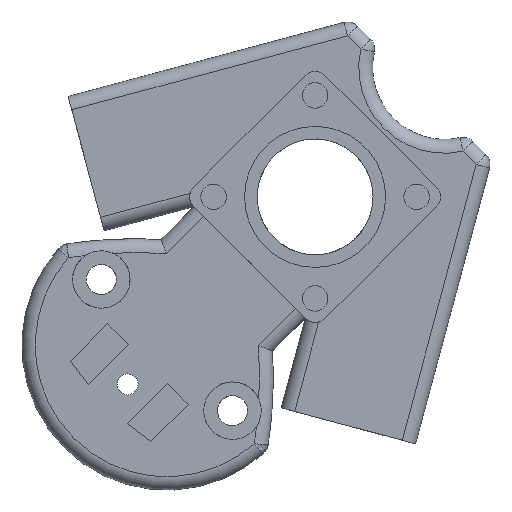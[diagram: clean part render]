
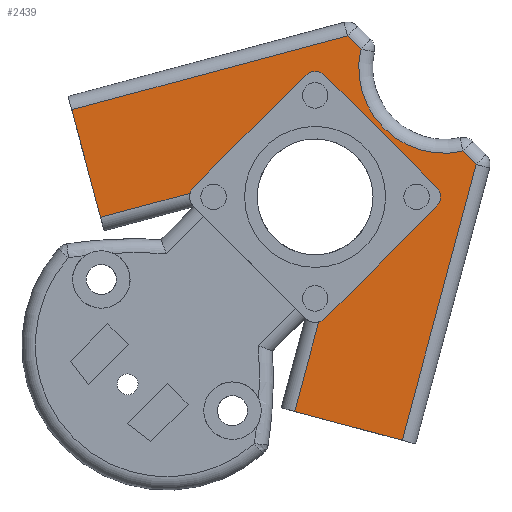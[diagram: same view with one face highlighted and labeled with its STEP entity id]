
A CAD part, front view. The second image highlights one B-rep face of the part: STEP entity #2439.
In plain terms, the highlighted planar face has unit normal (0, -1, 0).
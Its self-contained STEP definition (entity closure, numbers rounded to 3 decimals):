
#206=FACE_OUTER_BOUND('',#364,.T.);
#364=EDGE_LOOP('',(#1752,#1753,#1754,#1755,#1756,#1757,#1758,#1759,#1760,
#1761,#1762,#1763,#1764,#1765,#1766,#1767));
#545=LINE('',#3977,#711);
#550=LINE('',#3987,#716);
#552=LINE('',#4004,#718);
#553=LINE('',#4013,#719);
#554=LINE('',#4015,#720);
#555=LINE('',#4017,#721);
#556=LINE('',#4022,#722);
#557=LINE('',#4026,#723);
#558=LINE('',#4028,#724);
#559=LINE('',#4030,#725);
#560=LINE('',#4031,#726);
#711=VECTOR('',#3051,10.);
#716=VECTOR('',#3062,10.);
#718=VECTOR('',#3080,10.);
#719=VECTOR('',#3093,10.);
#720=VECTOR('',#3094,10.);
#721=VECTOR('',#3095,10.);
#722=VECTOR('',#3100,10.);
#723=VECTOR('',#3103,10.);
#724=VECTOR('',#3104,10.);
#725=VECTOR('',#3105,10.);
#726=VECTOR('',#3106,10.);
#877=CIRCLE('',#2636,3.);
#880=CIRCLE('',#2641,18.5);
#887=CIRCLE('',#2652,3.);
#888=CIRCLE('',#2653,3.);
#889=CIRCLE('',#2654,3.);
#1071=VERTEX_POINT('',#3975);
#1072=VERTEX_POINT('',#3976);
#1073=VERTEX_POINT('',#3981);
#1074=VERTEX_POINT('',#3985);
#1077=VERTEX_POINT('',#3992);
#1078=VERTEX_POINT('',#3994);
#1081=VERTEX_POINT('',#4002);
#1083=VERTEX_POINT('',#4012);
#1084=VERTEX_POINT('',#4014);
#1085=VERTEX_POINT('',#4016);
#1086=VERTEX_POINT('',#4019);
#1087=VERTEX_POINT('',#4021);
#1088=VERTEX_POINT('',#4023);
#1089=VERTEX_POINT('',#4025);
#1090=VERTEX_POINT('',#4027);
#1091=VERTEX_POINT('',#4029);
#1319=EDGE_CURVE('',#1071,#1072,#545,.T.);
#1322=EDGE_CURVE('',#1071,#1073,#877,.F.);
#1325=EDGE_CURVE('',#1074,#1073,#550,.T.);
#1328=EDGE_CURVE('',#1077,#1078,#880,.T.);
#1333=EDGE_CURVE('',#1081,#1077,#552,.T.);
#1337=EDGE_CURVE('',#1083,#1081,#553,.T.);
#1338=EDGE_CURVE('',#1084,#1083,#554,.T.);
#1339=EDGE_CURVE('',#1085,#1084,#555,.T.);
#1340=EDGE_CURVE('',#1085,#1074,#887,.T.);
#1341=EDGE_CURVE('',#1086,#1072,#888,.F.);
#1342=EDGE_CURVE('',#1086,#1087,#556,.T.);
#1343=EDGE_CURVE('',#1088,#1087,#889,.F.);
#1344=EDGE_CURVE('',#1089,#1088,#557,.T.);
#1345=EDGE_CURVE('',#1090,#1089,#558,.T.);
#1346=EDGE_CURVE('',#1091,#1090,#559,.T.);
#1347=EDGE_CURVE('',#1078,#1091,#560,.T.);
#1752=ORIENTED_EDGE('',*,*,#1328,.F.);
#1753=ORIENTED_EDGE('',*,*,#1333,.F.);
#1754=ORIENTED_EDGE('',*,*,#1337,.F.);
#1755=ORIENTED_EDGE('',*,*,#1338,.F.);
#1756=ORIENTED_EDGE('',*,*,#1339,.F.);
#1757=ORIENTED_EDGE('',*,*,#1340,.T.);
#1758=ORIENTED_EDGE('',*,*,#1325,.T.);
#1759=ORIENTED_EDGE('',*,*,#1322,.F.);
#1760=ORIENTED_EDGE('',*,*,#1319,.T.);
#1761=ORIENTED_EDGE('',*,*,#1341,.F.);
#1762=ORIENTED_EDGE('',*,*,#1342,.T.);
#1763=ORIENTED_EDGE('',*,*,#1343,.F.);
#1764=ORIENTED_EDGE('',*,*,#1344,.F.);
#1765=ORIENTED_EDGE('',*,*,#1345,.F.);
#1766=ORIENTED_EDGE('',*,*,#1346,.F.);
#1767=ORIENTED_EDGE('',*,*,#1347,.F.);
#2365=PLANE('',#2651);
#2439=ADVANCED_FACE('',(#206),#2365,.T.);
#2636=AXIS2_PLACEMENT_3D('',#3982,#3056,#3057);
#2641=AXIS2_PLACEMENT_3D('',#3995,#3069,#3070);
#2651=AXIS2_PLACEMENT_3D('',#4011,#3091,#3092);
#2652=AXIS2_PLACEMENT_3D('',#4018,#3096,#3097);
#2653=AXIS2_PLACEMENT_3D('',#4020,#3098,#3099);
#2654=AXIS2_PLACEMENT_3D('',#4024,#3101,#3102);
#3051=DIRECTION('',(0.707,0.,-0.707));
#3056=DIRECTION('center_axis',(0.,1.,0.));
#3057=DIRECTION('ref_axis',(0.,0.,1.));
#3062=DIRECTION('',(0.707,0.,0.707));
#3069=DIRECTION('center_axis',(0.,-1.,0.));
#3070=DIRECTION('ref_axis',(-0.707,0.,-0.707));
#3080=DIRECTION('',(0.707,0.,-0.707));
#3091=DIRECTION('center_axis',(0.,-1.,0.));
#3092=DIRECTION('ref_axis',(0.,0.,1.));
#3093=DIRECTION('',(0.966,0.,0.259));
#3094=DIRECTION('',(-0.259,0.,0.966));
#3095=DIRECTION('',(-0.966,0.,-0.259));
#3096=DIRECTION('center_axis',(0.,1.,0.));
#3097=DIRECTION('ref_axis',(-1.,0.,0.));
#3098=DIRECTION('center_axis',(0.,1.,0.));
#3099=DIRECTION('ref_axis',(1.,0.,0.));
#3100=DIRECTION('',(-0.707,0.,-0.707));
#3101=DIRECTION('center_axis',(0.,1.,0.));
#3102=DIRECTION('ref_axis',(0.,0.,-1.));
#3103=DIRECTION('',(0.259,0.,0.966));
#3104=DIRECTION('',(-0.966,0.,0.259));
#3105=DIRECTION('',(-0.259,0.,-0.966));
#3106=DIRECTION('',(0.707,0.,-0.707));
#3975=CARTESIAN_POINT('',(32.952,30.,-1.741));
#3976=CARTESIAN_POINT('',(56.994,30.,-25.782));
#3977=CARTESIAN_POINT('',(52.044,30.,-20.832));
#3981=CARTESIAN_POINT('',(28.709,30.,-1.741));
#3982=CARTESIAN_POINT('Origin',(30.831,30.,-3.862));
#3985=CARTESIAN_POINT('',(4.668,30.,-25.782));
#3987=CARTESIAN_POINT('',(24.795,30.,-5.655));
#3992=CARTESIAN_POINT('',(40.67,30.,3.992));
#3994=CARTESIAN_POINT('',(62.726,30.,-18.064));
#3995=CARTESIAN_POINT('Origin',(58.734,30.,0.));
#4002=CARTESIAN_POINT('',(37.838,30.,6.824));
#4004=CARTESIAN_POINT('',(44.156,30.,0.506));
#4011=CARTESIAN_POINT('Origin',(32.9,30.,-25.834));
#4012=CARTESIAN_POINT('',(-21.646,30.,-9.114));
#4013=CARTESIAN_POINT('',(32.289,30.,5.337));
#4014=CARTESIAN_POINT('',(-15.434,30.,-32.297));
#4015=CARTESIAN_POINT('',(-18.117,30.,-22.283));
#4016=CARTESIAN_POINT('',(3.894,30.,-27.118));
#4017=CARTESIAN_POINT('',(34.012,30.,-19.048));
#4018=CARTESIAN_POINT('Origin',(6.789,30.,-27.904));
#4019=CARTESIAN_POINT('',(56.994,30.,-30.025));
#4020=CARTESIAN_POINT('Origin',(54.872,30.,-27.904));
#4021=CARTESIAN_POINT('',(32.952,30.,-54.066));
#4022=CARTESIAN_POINT('',(38.937,30.,-48.082));
#4023=CARTESIAN_POINT('',(31.617,30.,-54.84));
#4024=CARTESIAN_POINT('Origin',(30.831,30.,-51.945));
#4025=CARTESIAN_POINT('',(26.438,30.,-74.168));
#4026=CARTESIAN_POINT('',(34.51,30.,-44.041));
#4027=CARTESIAN_POINT('',(49.62,30.,-80.38));
#4028=CARTESIAN_POINT('',(21.962,30.,-72.969));
#4029=CARTESIAN_POINT('',(65.558,30.,-20.897));
#4030=CARTESIAN_POINT('',(58.466,30.,-47.364));
#4031=CARTESIAN_POINT('',(56.596,30.,-11.934));
